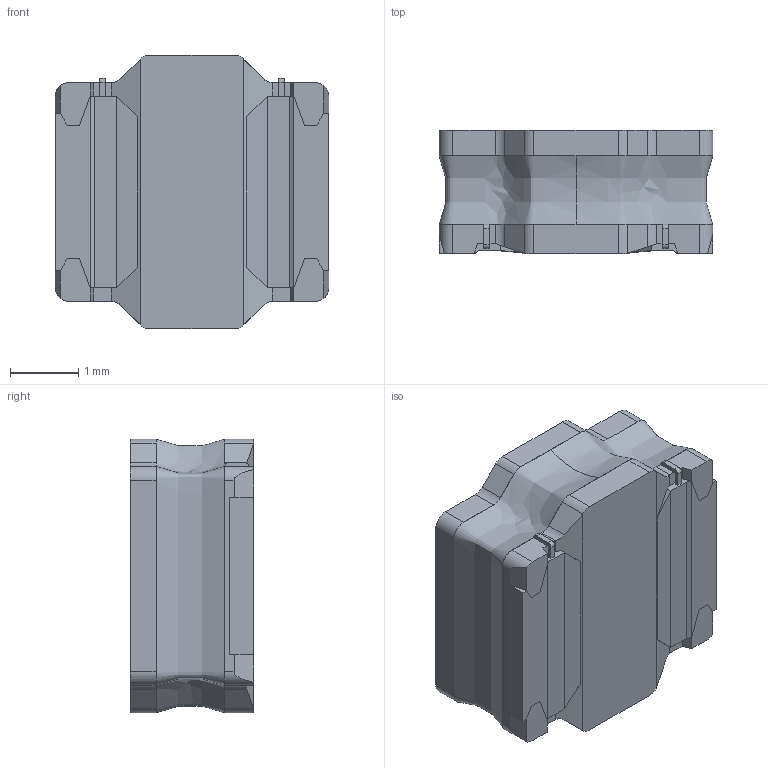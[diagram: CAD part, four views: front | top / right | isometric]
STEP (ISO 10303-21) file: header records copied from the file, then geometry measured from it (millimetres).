
FILE_DESCRIPTION (( 'STEP AP214' ), '1' );
FILE_NAME ('LQH44PN100MP0L.STEP', '2020-01-29T00:42:17', ( '' ), ( '' ), 'SwSTEP 2.0', 'SolidWorks 2017', '' );
FILE_SCHEMA (( 'AUTOMOTIVE_DESIGN' ));
Length unit declared in the file: millimetre
Products named in the file (1): LQH44PN100MP0L
Bounding box: 4 x 1.8 x 4 mm (x, y, z)
Volume: 24.3 mm3; surface area: 130.8 mm2
Topology: 7 solids, 7 shells, 160 faces, 414 edges, 268 vertices
Faces by surface type: plane 128, cylinder 30, bspline 2
Entity records: 6412 total; most frequent: CARTESIAN_POINT 2411, ORIENTED_EDGE 828, DIRECTION 774, EDGE_CURVE 414, LINE 344, VECTOR 344, VERTEX_POINT 268, AXIS2_PLACEMENT_3D 215
